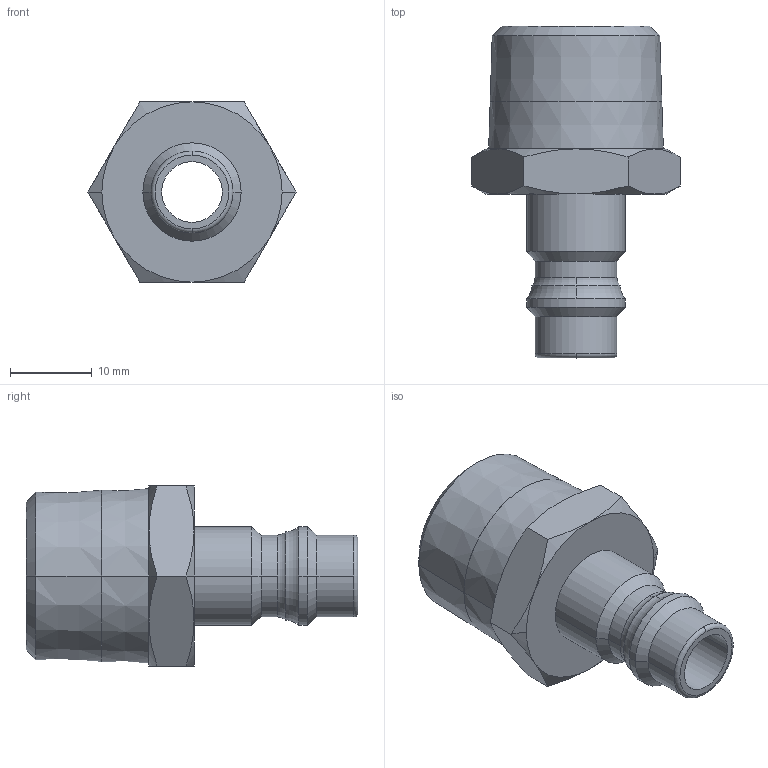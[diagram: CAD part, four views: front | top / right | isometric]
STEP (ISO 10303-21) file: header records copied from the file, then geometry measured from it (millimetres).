
FILE_DESCRIPTION(('STEP AP214'),'1');
FILE_NAME('esi1a_12_na.stp','2020-03-05T09:15:58',('TraceParts'),('TraceParts S.A.'),'Spatial InterOp 3D',' ',' ');
FILE_SCHEMA(('automotive_design'));
Length unit declared in the file: millimetre
Products named in the file (1): 1
Bounding box: 25.4 x 40.5 x 22 mm (x, y, z)
Volume: 7540.1 mm3; surface area: 3810.9 mm2
Topology: 1 solids, 1 shells, 54 faces, 120 edges, 72 vertices
Faces by surface type: cone 26, plane 12, cylinder 10, torus 6
Entity records: 1974 total; most frequent: CARTESIAN_POINT 343, DIRECTION 272, ORIENTED_EDGE 240, AXIS2_PLACEMENT_3D 121, EDGE_CURVE 120, VERTEX_POINT 72, CIRCLE 66, EDGE_LOOP 60
